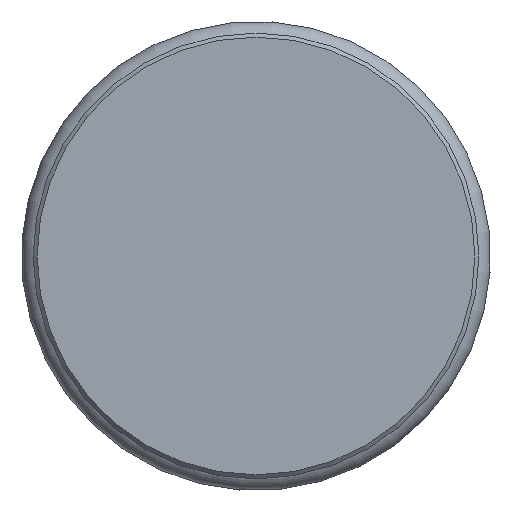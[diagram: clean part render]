
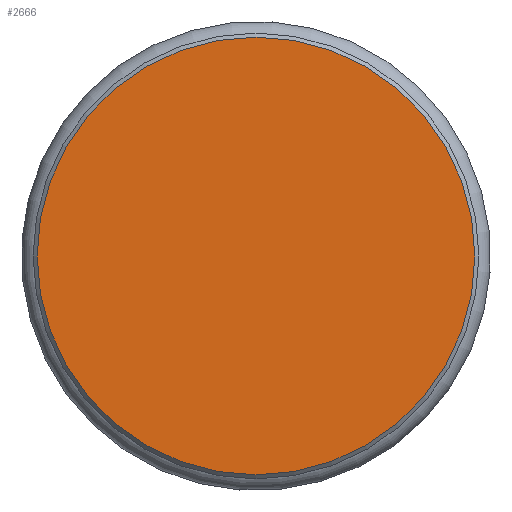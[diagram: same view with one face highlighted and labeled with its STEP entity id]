
A CAD part, left-side view. The second image highlights one B-rep face of the part: STEP entity #2666.
In plain terms, the highlighted planar face has unit normal (-1, 0, 0).
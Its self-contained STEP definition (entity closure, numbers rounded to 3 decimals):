
#2650=CARTESIAN_POINT('',(0.0,8.525,0.0));
#2651=DIRECTION('',(-1.0,0.0,0.0));
#2652=DIRECTION('',(0.0,0.0,1.0));
#2653=AXIS2_PLACEMENT_3D('',#2650,#2651,#2652);
#2654=PLANE('',#2653);
#2655=CARTESIAN_POINT('',(0.0,10.8,0.));
#2656=VERTEX_POINT('',#2655);
#2657=CARTESIAN_POINT('',(0.0,0.0,0.0));
#2658=DIRECTION('',(1.0,0.0,0.0));
#2659=DIRECTION('',(0.0,-1.0,0.0));
#2660=AXIS2_PLACEMENT_3D('',#2657,#2658,#2659);
#2661=CIRCLE('',#2660,10.8);
#2662=EDGE_CURVE('',#2656,#2656,#2661,.T.);
#2663=ORIENTED_EDGE('',*,*,#2662,.F.);
#2664=EDGE_LOOP('',(#2663));
#2665=FACE_OUTER_BOUND('',#2664,.T.);
#2666=ADVANCED_FACE('',(#2665),#2654,.T.);
